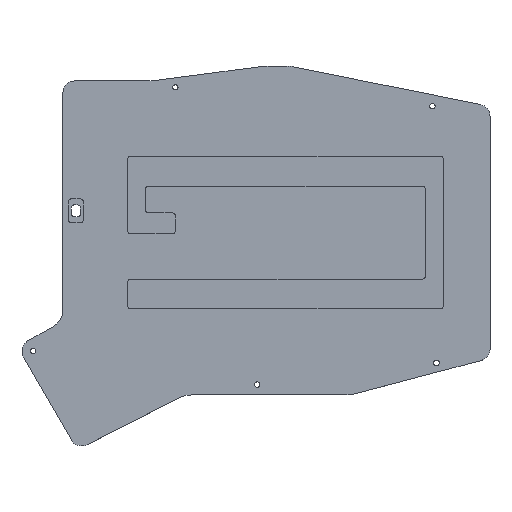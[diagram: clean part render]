
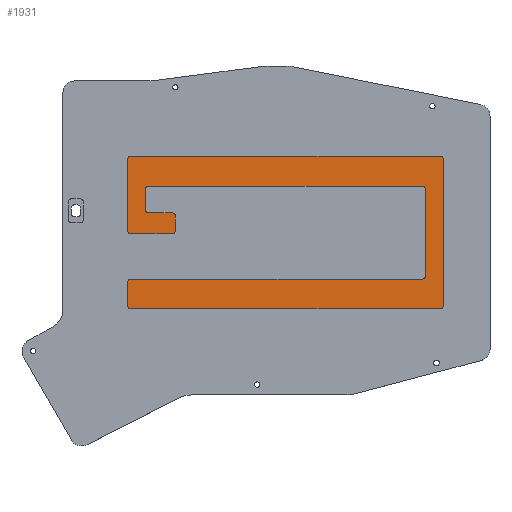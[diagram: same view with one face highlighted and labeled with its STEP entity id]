
A CAD part, top view. The second image highlights one B-rep face of the part: STEP entity #1931.
In plain terms, the highlighted planar face has unit normal (0, 0, 1).
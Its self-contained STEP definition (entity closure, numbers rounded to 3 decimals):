
#148=CIRCLE('',#2083,1.);
#149=CIRCLE('',#2086,1.);
#150=CIRCLE('',#2089,1.);
#151=CIRCLE('',#2091,1.);
#152=CIRCLE('',#2092,1.);
#153=CIRCLE('',#2093,1.);
#154=CIRCLE('',#2094,1.);
#155=CIRCLE('',#2095,1.);
#156=CIRCLE('',#2096,1.);
#157=CIRCLE('',#2097,1.);
#158=CIRCLE('',#2098,1.);
#159=CIRCLE('',#2099,1.);
#208=PLANE('',#2090);
#259=FACE_OUTER_BOUND('',#377,.T.);
#377=EDGE_LOOP('',(#1430,#1431,#1432,#1433,#1434,#1435,#1436,#1437,#1438,
#1439,#1440,#1441,#1442,#1443,#1444,#1445,#1446,#1447,#1448,#1449,#1450,
#1451,#1452,#1453));
#525=LINE('',#3245,#698);
#530=LINE('',#3256,#703);
#532=LINE('',#3263,#705);
#533=LINE('',#3267,#706);
#534=LINE('',#3271,#707);
#535=LINE('',#3275,#708);
#536=LINE('',#3279,#709);
#537=LINE('',#3283,#710);
#538=LINE('',#3287,#711);
#539=LINE('',#3291,#712);
#540=LINE('',#3294,#713);
#541=LINE('',#3296,#714);
#698=VECTOR('',#2380,10.);
#703=VECTOR('',#2391,10.);
#705=VECTOR('',#2399,10.);
#706=VECTOR('',#2402,10.);
#707=VECTOR('',#2405,10.);
#708=VECTOR('',#2408,10.);
#709=VECTOR('',#2411,10.);
#710=VECTOR('',#2414,10.);
#711=VECTOR('',#2417,10.);
#712=VECTOR('',#2420,10.);
#713=VECTOR('',#2423,10.);
#714=VECTOR('',#2424,10.);
#914=VERTEX_POINT('',#3238);
#915=VERTEX_POINT('',#3239);
#916=VERTEX_POINT('',#3244);
#917=VERTEX_POINT('',#3248);
#918=VERTEX_POINT('',#3250);
#919=VERTEX_POINT('',#3254);
#920=VERTEX_POINT('',#3258);
#921=VERTEX_POINT('',#3262);
#922=VERTEX_POINT('',#3264);
#923=VERTEX_POINT('',#3266);
#924=VERTEX_POINT('',#3268);
#925=VERTEX_POINT('',#3270);
#926=VERTEX_POINT('',#3272);
#927=VERTEX_POINT('',#3274);
#928=VERTEX_POINT('',#3276);
#929=VERTEX_POINT('',#3278);
#930=VERTEX_POINT('',#3280);
#931=VERTEX_POINT('',#3282);
#932=VERTEX_POINT('',#3284);
#933=VERTEX_POINT('',#3286);
#934=VERTEX_POINT('',#3288);
#935=VERTEX_POINT('',#3290);
#936=VERTEX_POINT('',#3292);
#937=VERTEX_POINT('',#3295);
#1109=EDGE_CURVE('',#914,#915,#148,.T.);
#1112=EDGE_CURVE('',#914,#916,#525,.T.);
#1115=EDGE_CURVE('',#917,#918,#149,.F.);
#1118=EDGE_CURVE('',#919,#917,#530,.T.);
#1119=EDGE_CURVE('',#919,#920,#150,.T.);
#1121=EDGE_CURVE('',#921,#915,#532,.T.);
#1122=EDGE_CURVE('',#921,#922,#151,.T.);
#1123=EDGE_CURVE('',#923,#922,#533,.T.);
#1124=EDGE_CURVE('',#923,#924,#152,.T.);
#1125=EDGE_CURVE('',#925,#924,#534,.T.);
#1126=EDGE_CURVE('',#925,#926,#153,.T.);
#1127=EDGE_CURVE('',#927,#926,#535,.T.);
#1128=EDGE_CURVE('',#927,#928,#154,.T.);
#1129=EDGE_CURVE('',#929,#928,#536,.T.);
#1130=EDGE_CURVE('',#929,#930,#155,.T.);
#1131=EDGE_CURVE('',#931,#930,#537,.T.);
#1132=EDGE_CURVE('',#932,#931,#156,.F.);
#1133=EDGE_CURVE('',#933,#932,#538,.T.);
#1134=EDGE_CURVE('',#934,#933,#157,.F.);
#1135=EDGE_CURVE('',#935,#934,#539,.T.);
#1136=EDGE_CURVE('',#936,#935,#158,.F.);
#1137=EDGE_CURVE('',#918,#936,#540,.T.);
#1138=EDGE_CURVE('',#937,#920,#541,.T.);
#1139=EDGE_CURVE('',#937,#916,#159,.T.);
#1430=ORIENTED_EDGE('',*,*,#1109,.T.);
#1431=ORIENTED_EDGE('',*,*,#1121,.F.);
#1432=ORIENTED_EDGE('',*,*,#1122,.T.);
#1433=ORIENTED_EDGE('',*,*,#1123,.F.);
#1434=ORIENTED_EDGE('',*,*,#1124,.T.);
#1435=ORIENTED_EDGE('',*,*,#1125,.F.);
#1436=ORIENTED_EDGE('',*,*,#1126,.T.);
#1437=ORIENTED_EDGE('',*,*,#1127,.F.);
#1438=ORIENTED_EDGE('',*,*,#1128,.T.);
#1439=ORIENTED_EDGE('',*,*,#1129,.F.);
#1440=ORIENTED_EDGE('',*,*,#1130,.T.);
#1441=ORIENTED_EDGE('',*,*,#1131,.F.);
#1442=ORIENTED_EDGE('',*,*,#1132,.F.);
#1443=ORIENTED_EDGE('',*,*,#1133,.F.);
#1444=ORIENTED_EDGE('',*,*,#1134,.F.);
#1445=ORIENTED_EDGE('',*,*,#1135,.F.);
#1446=ORIENTED_EDGE('',*,*,#1136,.F.);
#1447=ORIENTED_EDGE('',*,*,#1137,.F.);
#1448=ORIENTED_EDGE('',*,*,#1115,.F.);
#1449=ORIENTED_EDGE('',*,*,#1118,.F.);
#1450=ORIENTED_EDGE('',*,*,#1119,.T.);
#1451=ORIENTED_EDGE('',*,*,#1138,.F.);
#1452=ORIENTED_EDGE('',*,*,#1139,.T.);
#1453=ORIENTED_EDGE('',*,*,#1112,.F.);
#1931=ADVANCED_FACE('',(#259),#208,.F.);
#2083=AXIS2_PLACEMENT_3D('',#3240,#2374,#2375);
#2086=AXIS2_PLACEMENT_3D('',#3251,#2385,#2386);
#2089=AXIS2_PLACEMENT_3D('',#3259,#2394,#2395);
#2090=AXIS2_PLACEMENT_3D('',#3261,#2397,#2398);
#2091=AXIS2_PLACEMENT_3D('',#3265,#2400,#2401);
#2092=AXIS2_PLACEMENT_3D('',#3269,#2403,#2404);
#2093=AXIS2_PLACEMENT_3D('',#3273,#2406,#2407);
#2094=AXIS2_PLACEMENT_3D('',#3277,#2409,#2410);
#2095=AXIS2_PLACEMENT_3D('',#3281,#2412,#2413);
#2096=AXIS2_PLACEMENT_3D('',#3285,#2415,#2416);
#2097=AXIS2_PLACEMENT_3D('',#3289,#2418,#2419);
#2098=AXIS2_PLACEMENT_3D('',#3293,#2421,#2422);
#2099=AXIS2_PLACEMENT_3D('',#3297,#2425,#2426);
#2374=DIRECTION('center_axis',(0.,0.,1.));
#2375=DIRECTION('ref_axis',(0.707,-0.707,0.));
#2380=DIRECTION('',(-1.,0.,0.));
#2385=DIRECTION('center_axis',(0.,0.,-1.));
#2386=DIRECTION('ref_axis',(0.707,-0.707,0.));
#2391=DIRECTION('',(1.,0.,0.));
#2394=DIRECTION('center_axis',(0.,0.,1.));
#2395=DIRECTION('ref_axis',(-0.707,0.707,0.));
#2397=DIRECTION('center_axis',(0.,0.,-1.));
#2398=DIRECTION('ref_axis',(-1.,0.,0.));
#2399=DIRECTION('',(0.,-1.,0.));
#2400=DIRECTION('center_axis',(0.,0.,1.));
#2401=DIRECTION('ref_axis',(0.707,0.707,0.));
#2402=DIRECTION('',(1.,0.,0.));
#2403=DIRECTION('center_axis',(0.,0.,1.));
#2404=DIRECTION('ref_axis',(-0.707,0.707,0.));
#2405=DIRECTION('',(0.,1.,0.));
#2406=DIRECTION('center_axis',(0.,0.,1.));
#2407=DIRECTION('ref_axis',(-0.707,-0.707,0.));
#2408=DIRECTION('',(-1.,0.,0.));
#2409=DIRECTION('center_axis',(0.,0.,1.));
#2410=DIRECTION('ref_axis',(0.707,-0.707,0.));
#2411=DIRECTION('',(0.,-1.,0.));
#2412=DIRECTION('center_axis',(0.,0.,1.));
#2413=DIRECTION('ref_axis',(0.707,0.707,0.));
#2414=DIRECTION('',(1.,0.,0.));
#2415=DIRECTION('center_axis',(0.,0.,-1.));
#2416=DIRECTION('ref_axis',(-0.707,-0.707,0.));
#2417=DIRECTION('',(0.,-1.,0.));
#2418=DIRECTION('center_axis',(0.,0.,-1.));
#2419=DIRECTION('ref_axis',(-0.707,0.707,0.));
#2420=DIRECTION('',(-1.,0.,0.));
#2421=DIRECTION('center_axis',(0.,0.,-1.));
#2422=DIRECTION('ref_axis',(0.707,0.707,0.));
#2423=DIRECTION('',(0.,1.,0.));
#2424=DIRECTION('',(0.,1.,0.));
#2425=DIRECTION('center_axis',(0.,0.,1.));
#2426=DIRECTION('ref_axis',(-0.707,-0.707,0.));
#3238=CARTESIAN_POINT('',(135.662,-78.783,-10.));
#3239=CARTESIAN_POINT('',(136.662,-77.783,-10.));
#3240=CARTESIAN_POINT('Origin',(135.662,-77.783,-10.));
#3244=CARTESIAN_POINT('',(31.662,-78.783,-10.));
#3245=CARTESIAN_POINT('',(130.662,-78.783,-10.));
#3248=CARTESIAN_POINT('',(129.662,-68.783,-10.));
#3250=CARTESIAN_POINT('',(130.662,-67.783,-10.));
#3251=CARTESIAN_POINT('Origin',(129.662,-67.783,-10.));
#3254=CARTESIAN_POINT('',(31.662,-68.783,-10.));
#3256=CARTESIAN_POINT('',(30.662,-68.783,-10.));
#3258=CARTESIAN_POINT('',(30.662,-69.783,-10.));
#3259=CARTESIAN_POINT('Origin',(31.662,-69.783,-10.));
#3261=CARTESIAN_POINT('Origin',(83.662,-53.16,-10.));
#3262=CARTESIAN_POINT('',(136.662,-28.538,-10.));
#3263=CARTESIAN_POINT('',(136.662,-27.538,-10.));
#3264=CARTESIAN_POINT('',(135.662,-27.538,-10.));
#3265=CARTESIAN_POINT('Origin',(135.662,-28.538,-10.));
#3266=CARTESIAN_POINT('',(31.662,-27.538,-10.));
#3267=CARTESIAN_POINT('',(130.662,-27.538,-10.));
#3268=CARTESIAN_POINT('',(30.662,-28.538,-10.));
#3269=CARTESIAN_POINT('Origin',(31.662,-28.538,-10.));
#3270=CARTESIAN_POINT('',(30.662,-52.538,-10.));
#3271=CARTESIAN_POINT('',(30.662,-27.538,-10.));
#3272=CARTESIAN_POINT('',(31.662,-53.538,-10.));
#3273=CARTESIAN_POINT('Origin',(31.662,-52.538,-10.));
#3274=CARTESIAN_POINT('',(45.662,-53.538,-10.));
#3275=CARTESIAN_POINT('',(36.662,-53.538,-10.));
#3276=CARTESIAN_POINT('',(46.662,-52.538,-10.));
#3277=CARTESIAN_POINT('Origin',(45.662,-52.538,-10.));
#3278=CARTESIAN_POINT('',(46.662,-47.538,-10.));
#3279=CARTESIAN_POINT('',(46.662,-53.538,-10.));
#3280=CARTESIAN_POINT('',(45.662,-46.538,-10.));
#3281=CARTESIAN_POINT('Origin',(45.662,-47.538,-10.));
#3282=CARTESIAN_POINT('',(37.662,-46.538,-10.));
#3283=CARTESIAN_POINT('',(46.662,-46.538,-10.));
#3284=CARTESIAN_POINT('',(36.662,-45.538,-10.));
#3285=CARTESIAN_POINT('Origin',(37.662,-45.538,-10.));
#3286=CARTESIAN_POINT('',(36.662,-38.538,-10.));
#3287=CARTESIAN_POINT('',(36.662,-37.538,-10.));
#3288=CARTESIAN_POINT('',(37.662,-37.538,-10.));
#3289=CARTESIAN_POINT('Origin',(37.662,-38.538,-10.));
#3290=CARTESIAN_POINT('',(129.662,-37.538,-10.));
#3291=CARTESIAN_POINT('',(30.662,-37.538,-10.));
#3292=CARTESIAN_POINT('',(130.662,-38.538,-10.));
#3293=CARTESIAN_POINT('Origin',(129.662,-38.538,-10.));
#3294=CARTESIAN_POINT('',(130.662,-78.783,-10.));
#3295=CARTESIAN_POINT('',(30.662,-77.783,-10.));
#3296=CARTESIAN_POINT('',(30.662,-78.783,-10.));
#3297=CARTESIAN_POINT('Origin',(31.662,-77.783,-10.));
